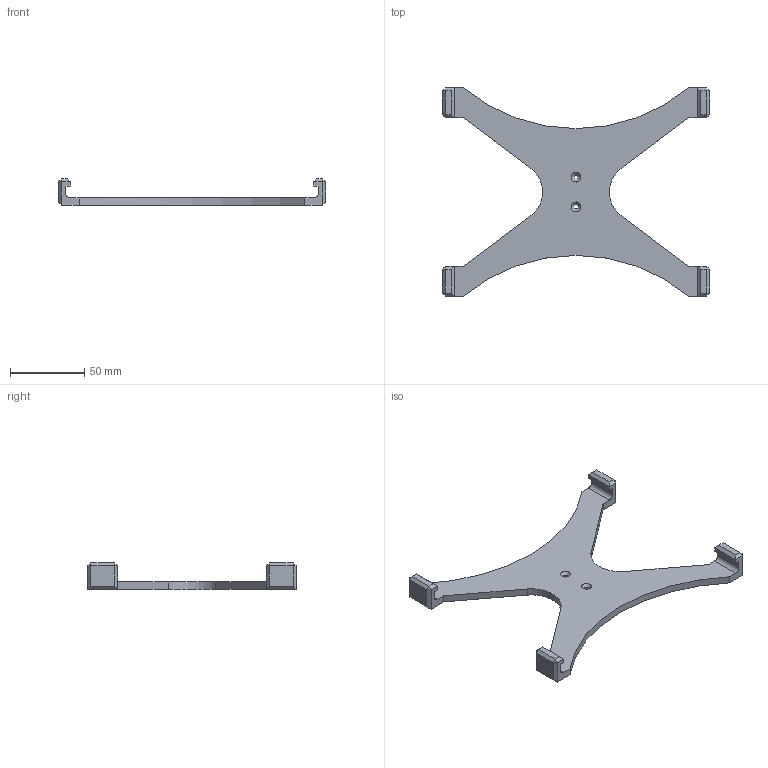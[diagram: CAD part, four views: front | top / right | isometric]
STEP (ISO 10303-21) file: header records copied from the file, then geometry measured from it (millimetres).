
FILE_DESCRIPTION(('FreeCAD Model'),'2;1');
FILE_NAME('Open CASCADE Shape Model','2021-10-07T17:36:43',('Author'),( ''),'Open CASCADE STEP processor 7.5','FreeCAD','Unknown');
FILE_SCHEMA(('AUTOMOTIVE_DESIGN { 1 0 10303 214 1 1 1 1 }'));
Length unit declared in the file: millimetre
Products named in the file (1): iPad holder
Bounding box: 179.4 x 140 x 18 mm (x, y, z)
Volume: 57132.4 mm3; surface area: 27311.7 mm2
Topology: 1 solids, 1 shells, 82 faces, 198 edges, 118 vertices
Faces by surface type: plane 70, cylinder 10, cone 2
Full cylindrical faces by diameter (mm): 3 x2
Entity records: 4963 total; most frequent: CARTESIAN_POINT 897, DIRECTION 765, LINE 552, VECTOR 552, ORIENTED_EDGE 396, PCURVE 396, DEFINITIONAL_REPRESENTATION 396, EDGE_CURVE 198
